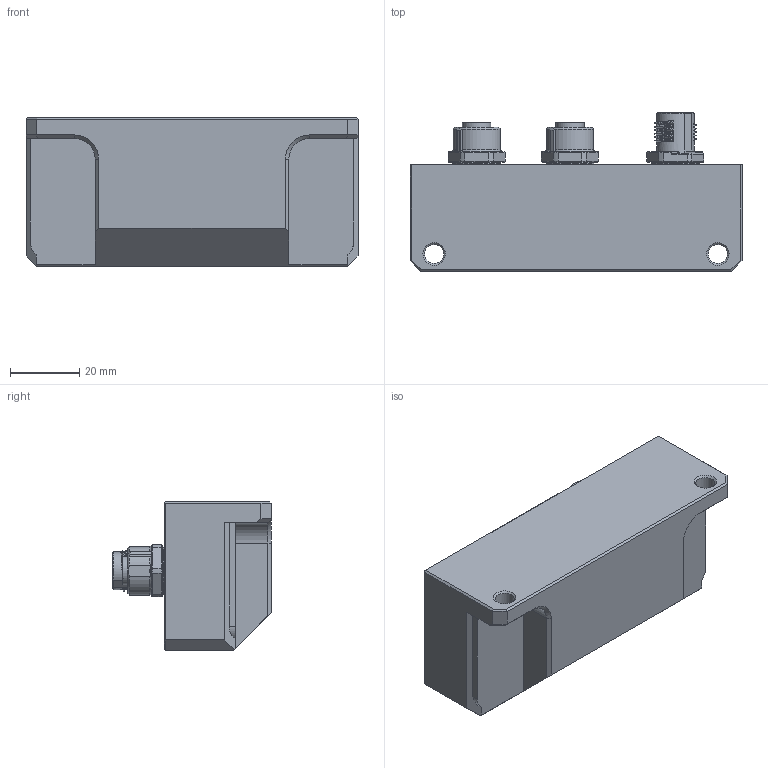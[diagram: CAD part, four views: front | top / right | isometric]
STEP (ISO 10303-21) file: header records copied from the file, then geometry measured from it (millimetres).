
FILE_DESCRIPTION(/* description */ (''),/* implementation_level */ '2;1');
FILE_NAME(/* name */ 'A-9777-0595-01_A.stp',/* time_stamp */ '2018-06-13T10:06:35+01:00',/* author */ (''),/* organization */ (''),/* preprocessor_version */ 'ST-DEVELOPER v16',/* originating_system */ 'SIEMENS PLM Software NX 10.0',/* authorisation */ '');
FILE_SCHEMA (('AUTOMOTIVE_DESIGN { 1 0 10303 214 3 1 1 1 }'));
Products named in the file (1): gp141D780ADC9235
Bounding box: 96 x 45.9 x 43 mm (x, y, z)
Volume: 111762.1 mm3; surface area: 23433.3 mm2
Topology: 1 solids, 7 shells, 2756 faces, 7242 edges, 4734 vertices
Faces by surface type: plane 1953, cylinder 298, extrusion 190, bspline 135, cone 103, torus 73, sphere 4
Full cylindrical faces by diameter (mm): 0.471 x1, 2.38 x4, 3 x4, 3.275 x3, 4.5 x3, 4.7 x3, 5.5 x2, 7.4 x2, 7.8 x1, 8.25 x2, 8.9 x4, 9 x2, 9.3 x2, 9.5 x1
Entity records: 131635 total; most frequent: CARTESIAN_POINT 56840, ORIENTED_EDGE 14228, DIRECTION 11325, EDGE_CURVE 7114, VECTOR 4953, LINE 4763, VERTEX_POINT 4683, AXIS2_PLACEMENT_3D 3186
